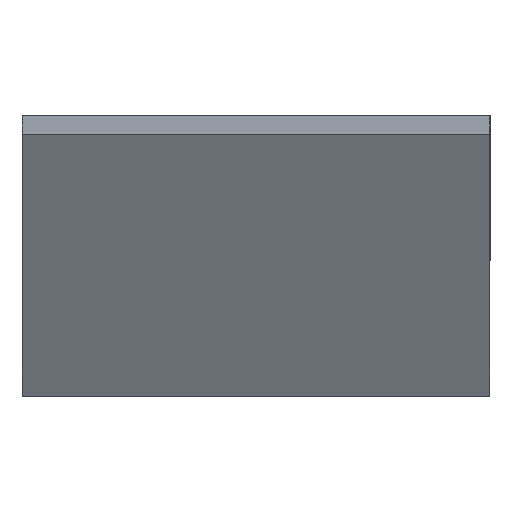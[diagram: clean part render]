
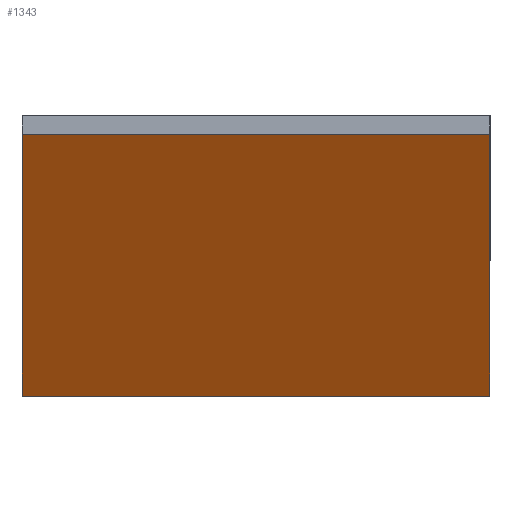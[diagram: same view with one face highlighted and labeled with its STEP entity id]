
A CAD part, left-side view. The second image highlights one B-rep face of the part: STEP entity #1343.
In plain terms, the highlighted planar face has unit normal (-0.866, 0, -0.5).
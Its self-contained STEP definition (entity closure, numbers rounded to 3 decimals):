
#16 = EDGE_CURVE ( 'NONE', #51, #1488, #657, .T. ) ;
#45 = CARTESIAN_POINT ( 'NONE',  ( -44.655, -25., 26. ) ) ;
#47 = ORIENTED_EDGE ( 'NONE', *, *, #16, .F. ) ;
#51 = VERTEX_POINT ( 'NONE', #1042 ) ;
#82 = CARTESIAN_POINT ( 'NONE',  ( -45.232, 25., 27. ) ) ;
#102 = CARTESIAN_POINT ( 'NONE',  ( -45.232, 25., 27. ) ) ;
#107 = DIRECTION ( 'NONE',  ( 0.5, 0., -0.866 ) ) ;
#124 = DIRECTION ( 'NONE',  ( -0.5, 0., 0.866 ) ) ;
#196 = VECTOR ( 'NONE', #776, 1000. ) ;
#217 = LINE ( 'NONE', #693, #1298 ) ;
#286 = VERTEX_POINT ( 'NONE', #1112 ) ;
#390 = LINE ( 'NONE', #735, #196 ) ;
#408 = VECTOR ( 'NONE', #1339, 1000. ) ;
#435 = CARTESIAN_POINT ( 'NONE',  ( -45.232, -25., 27. ) ) ;
#446 = CARTESIAN_POINT ( 'NONE',  ( -29.066, 25., -1. ) ) ;
#448 = LINE ( 'NONE', #82, #1023 ) ;
#495 = VERTEX_POINT ( 'NONE', #45 ) ;
#517 = FACE_OUTER_BOUND ( 'NONE', #532, .T. ) ;
#532 = EDGE_LOOP ( 'NONE', ( #1186, #1085, #627, #47, #844, #1503 ) ) ;
#592 = CARTESIAN_POINT ( 'NONE',  ( -28.489, 25., -2. ) ) ;
#627 = ORIENTED_EDGE ( 'NONE', *, *, #1163, .T. ) ;
#657 = LINE ( 'NONE', #1261, #408 ) ;
#693 = CARTESIAN_POINT ( 'NONE',  ( -44.655, 25., 26. ) ) ;
#735 = CARTESIAN_POINT ( 'NONE',  ( -29.066, 25., -1. ) ) ;
#776 = DIRECTION ( 'NONE',  ( 0.5, 0., -0.866 ) ) ;
#824 = EDGE_CURVE ( 'NONE', #286, #1004, #448, .T. ) ;
#844 = ORIENTED_EDGE ( 'NONE', *, *, #1254, .F. ) ;
#850 = VERTEX_POINT ( 'NONE', #592 ) ;
#892 = VECTOR ( 'NONE', #1075, 1000. ) ;
#944 = LINE ( 'NONE', #435, #892 ) ;
#953 = EDGE_CURVE ( 'NONE', #286, #495, #217, .T. ) ;
#1004 = VERTEX_POINT ( 'NONE', #446 ) ;
#1006 = EDGE_CURVE ( 'NONE', #1004, #850, #390, .T. ) ;
#1023 = VECTOR ( 'NONE', #107, 1000. ) ;
#1042 = CARTESIAN_POINT ( 'NONE',  ( -29.066, -25., -1. ) ) ;
#1045 = DIRECTION ( 'NONE',  ( 0., -1., 0. ) ) ;
#1065 = CARTESIAN_POINT ( 'NONE',  ( -28.489, -25., -2. ) ) ;
#1075 = DIRECTION ( 'NONE',  ( 0.5, 0., -0.866 ) ) ;
#1085 = ORIENTED_EDGE ( 'NONE', *, *, #1006, .T. ) ;
#1112 = CARTESIAN_POINT ( 'NONE',  ( -44.655, 25., 26. ) ) ;
#1163 = EDGE_CURVE ( 'NONE', #850, #1488, #1319, .T. ) ;
#1166 = CARTESIAN_POINT ( 'NONE',  ( -28.489, 25., -2. ) ) ;
#1185 = PLANE ( 'NONE',  #1188 ) ;
#1186 = ORIENTED_EDGE ( 'NONE', *, *, #824, .T. ) ;
#1188 = AXIS2_PLACEMENT_3D ( 'NONE', #102, #1387, #124 ) ;
#1254 = EDGE_CURVE ( 'NONE', #495, #51, #944, .T. ) ;
#1261 = CARTESIAN_POINT ( 'NONE',  ( -29.066, -25., -1. ) ) ;
#1270 = VECTOR ( 'NONE', #1045, 1000. ) ;
#1298 = VECTOR ( 'NONE', #1348, 1000. ) ;
#1319 = LINE ( 'NONE', #1166, #1270 ) ;
#1339 = DIRECTION ( 'NONE',  ( 0.5, 0., -0.866 ) ) ;
#1343 = ADVANCED_FACE ( 'NONE', ( #517 ), #1185, .T. ) ;
#1348 = DIRECTION ( 'NONE',  ( 0., -1., 0. ) ) ;
#1387 = DIRECTION ( 'NONE',  ( -0.866, 0., -0.5 ) ) ;
#1488 = VERTEX_POINT ( 'NONE', #1065 ) ;
#1503 = ORIENTED_EDGE ( 'NONE', *, *, #953, .F. ) ;
